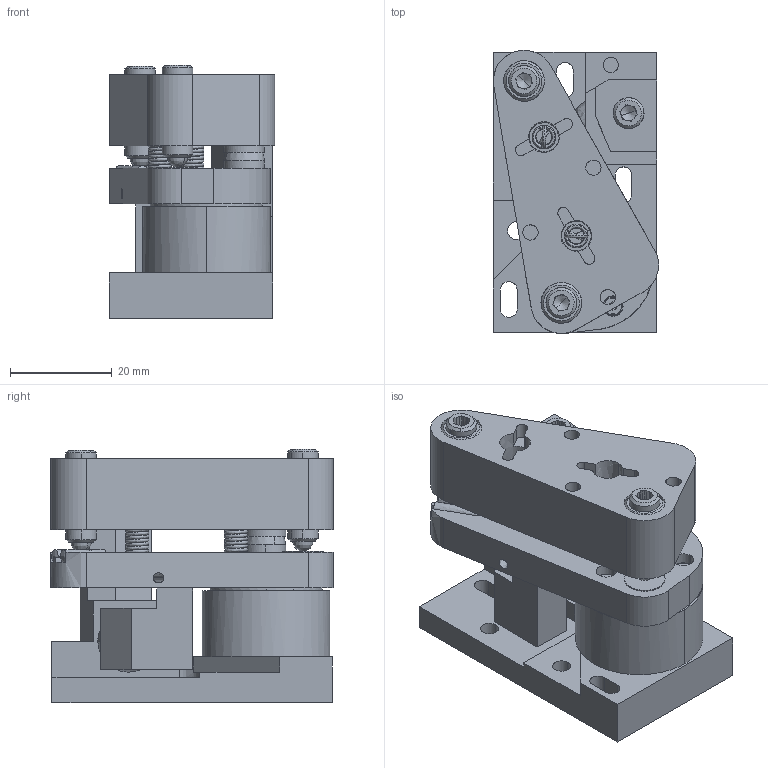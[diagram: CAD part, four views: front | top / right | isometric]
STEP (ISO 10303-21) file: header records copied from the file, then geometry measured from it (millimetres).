
FILE_DESCRIPTION(/* description */ (''),/* implementation_level */ '2;1');
FILE_NAME(/* name */ '02-TR-A',/* time_stamp */ '2022-01-11T13:03:26+03:00',/* author */ (''),/* organization */ (''),/* preprocessor_version */ 'ST-DEVELOPER v15',/* originating_system */ '',/* authorisation */ '');
FILE_SCHEMA (('AUTOMOTIVE_DESIGN'));
Length unit declared in the file: millimetre
Products named in the file (5): Document; Block 01; Block 02; Block 03; Block 04
Assembly tree (4 placements, depth 2):
  Document
    Block 01
    Block 02
    Block 03
    Block 04
Bounding box: 32.38 x 55.51 x 49.7 mm (x, y, z)
Volume: 1271.2 mm3; surface area: 21641.5 mm2
Topology: 17 solids, 39 shells, 548 faces, 1589 edges, 1046 vertices
Faces by surface type: bspline 548
Entity records: 70803 total; most frequent: CARTESIAN_POINT 51847, B_SPLINE_CURVE_WITH_KNOTS 3322, ORIENTED_EDGE 2964, PCURVE 2964, DEFINITIONAL_REPRESENTATION 2964, SURFACE_CURVE 1547, EDGE_CURVE 1547, VERTEX_POINT 1047
